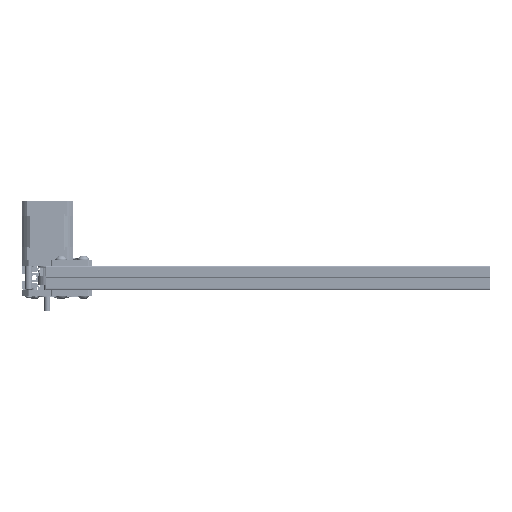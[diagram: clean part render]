
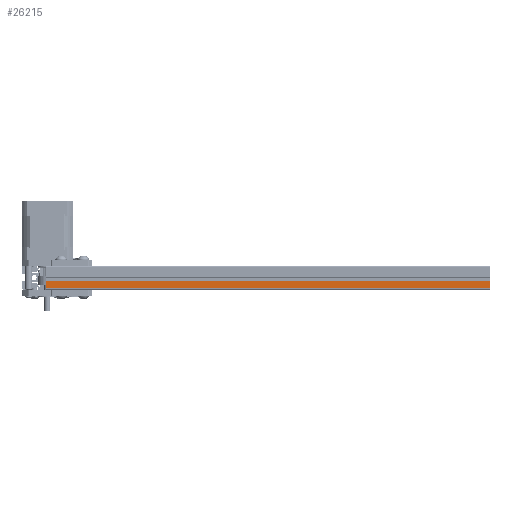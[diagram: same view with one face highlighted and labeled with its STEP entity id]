
A CAD part, left-side view. The second image highlights one B-rep face of the part: STEP entity #26215.
In plain terms, the highlighted face is planar.
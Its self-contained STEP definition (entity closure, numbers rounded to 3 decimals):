
#2091=PLANE('',#29520);
#3493=FACE_OUTER_BOUND('',#5188,.T.);
#5188=EDGE_LOOP('',(#23595,#23596,#23597,#23598));
#7144=LINE('',#47432,#9264);
#7145=LINE('',#47435,#9265);
#7146=LINE('',#47437,#9266);
#7147=LINE('',#47438,#9267);
#9264=VECTOR('',#37246,1000.);
#9265=VECTOR('',#37249,1000.);
#9266=VECTOR('',#37250,10.);
#9267=VECTOR('',#37251,1000.);
#13126=VERTEX_POINT('',#47428);
#13127=VERTEX_POINT('',#47430);
#13128=VERTEX_POINT('',#47434);
#13129=VERTEX_POINT('',#47436);
#16675=EDGE_CURVE('',#13127,#13126,#7144,.T.);
#16676=EDGE_CURVE('',#13126,#13128,#7145,.T.);
#16677=EDGE_CURVE('',#13127,#13129,#7146,.T.);
#16678=EDGE_CURVE('',#13129,#13128,#7147,.T.);
#23595=ORIENTED_EDGE('',*,*,#16676,.F.);
#23596=ORIENTED_EDGE('',*,*,#16675,.F.);
#23597=ORIENTED_EDGE('',*,*,#16677,.T.);
#23598=ORIENTED_EDGE('',*,*,#16678,.T.);
#26215=ADVANCED_FACE('',(#3493),#2091,.T.);
#29520=AXIS2_PLACEMENT_3D('',#47433,#37247,#37248);
#37246=DIRECTION('',(0.,0.,1.));
#37247=DIRECTION('center_axis',(0.,1.,0.));
#37248=DIRECTION('ref_axis',(0.,0.,1.));
#37249=DIRECTION('',(-1.,0.,0.));
#37250=DIRECTION('',(-1.,0.,0.));
#37251=DIRECTION('',(0.,0.,1.));
#47428=CARTESIAN_POINT('',(9.,10.,20.));
#47430=CARTESIAN_POINT('',(9.,10.,-350.));
#47432=CARTESIAN_POINT('',(9.,10.,-200.));
#47433=CARTESIAN_POINT('Origin',(9.,10.,-200.));
#47434=CARTESIAN_POINT('',(3.,10.,20.));
#47435=CARTESIAN_POINT('',(9.,10.,20.));
#47436=CARTESIAN_POINT('',(3.,10.,-350.));
#47437=CARTESIAN_POINT('',(0.,10.,-350.));
#47438=CARTESIAN_POINT('',(3.,10.,-200.));
